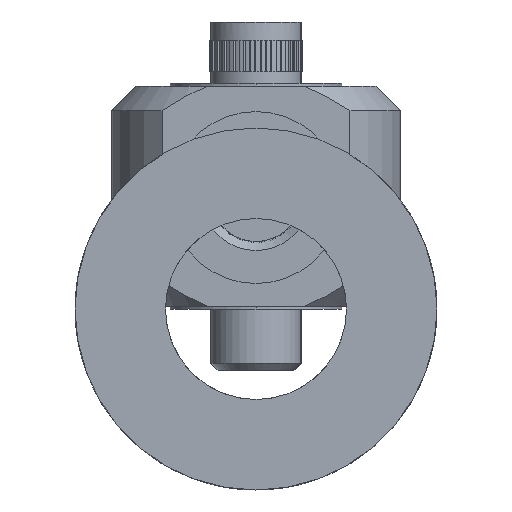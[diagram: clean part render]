
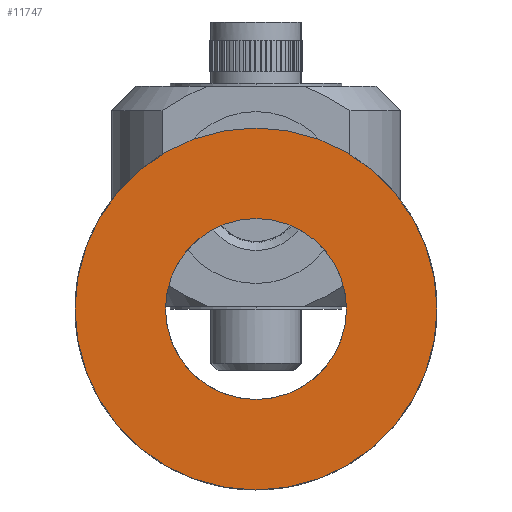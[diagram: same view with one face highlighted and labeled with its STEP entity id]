
A CAD part, left-side view. The second image highlights one B-rep face of the part: STEP entity #11747.
In plain terms, the highlighted face is planar.
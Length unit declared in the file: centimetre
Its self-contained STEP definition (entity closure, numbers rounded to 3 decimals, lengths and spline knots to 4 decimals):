
#2509=PLANE('',#12478);
#3029=VERTEX_POINT('',#17318);
#3061=VERTEX_POINT('',#17715);
#4121=CIRCLE('',#12456,1.);
#4127=CIRCLE('',#12477,2.);
#4835=EDGE_CURVE('',#3029,#3029,#4121,.T.);
#4881=EDGE_CURVE('',#3061,#3061,#4127,.T.);
#6726=ORIENTED_EDGE('',*,*,#4835,.T.);
#6727=ORIENTED_EDGE('',*,*,#4881,.F.);
#10256=EDGE_LOOP('',(#6726));
#10257=EDGE_LOOP('',(#6727));
#11005=FACE_BOUND('',#10256,.T.);
#11006=FACE_BOUND('',#10257,.T.);
#11747=ADVANCED_FACE('',(#11005,#11006),#2509,.T.);
#12456=AXIS2_PLACEMENT_3D('',#17317,#13901,#13902);
#12477=AXIS2_PLACEMENT_3D('',#17714,#13955,#13956);
#12478=AXIS2_PLACEMENT_3D('',#17716,#13957,$);
#13901=DIRECTION('',(0.,0.,-1.));
#13902=DIRECTION('',(1.,0.,0.));
#13955=DIRECTION('',(0.,0.,-1.));
#13956=DIRECTION('',(2.,0.,0.));
#13957=DIRECTION('',(0.,0.,1.));
#17317=CARTESIAN_POINT('',(0.,0.,5.4));
#17318=CARTESIAN_POINT('',(-1.,0.,5.4));
#17714=CARTESIAN_POINT('',(0.,0.,5.4));
#17715=CARTESIAN_POINT('',(2.,0.,5.4));
#17716=CARTESIAN_POINT('',(0.,0.,5.4));
